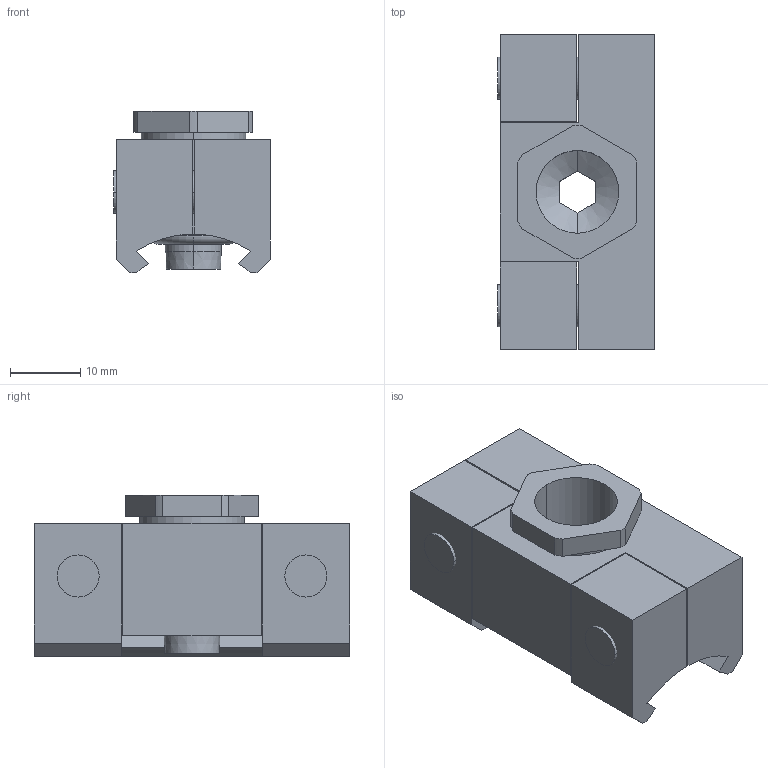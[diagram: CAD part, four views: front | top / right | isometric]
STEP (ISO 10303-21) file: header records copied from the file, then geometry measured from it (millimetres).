
FILE_DESCRIPTION (( 'STEP AP203' ), '1' );
FILE_NAME ('10.01.49.00045.step', '2022-11-07T19:12:03', ( '' ), ( '' ), 'SwSTEP 2.0', 'SolidWorks 2021', '' );
FILE_SCHEMA (( 'CONFIG_CONTROL_DESIGN' ));
Length unit declared in the file: millimetre
Products named in the file (1): 10.01.49.00045
Bounding box: 22.4 x 45 x 23 mm (x, y, z)
Volume: 14942.2 mm3; surface area: 10754.2 mm2
Topology: 7 solids, 7 shells, 112 faces, 262 edges, 170 vertices
Faces by surface type: plane 55, cylinder 45, cone 8, torus 4
Entity records: 3598 total; most frequent: CARTESIAN_POINT 848, DIRECTION 584, ORIENTED_EDGE 524, EDGE_CURVE 262, AXIS2_PLACEMENT_3D 217, VERTEX_POINT 170, LINE 150, VECTOR 150
